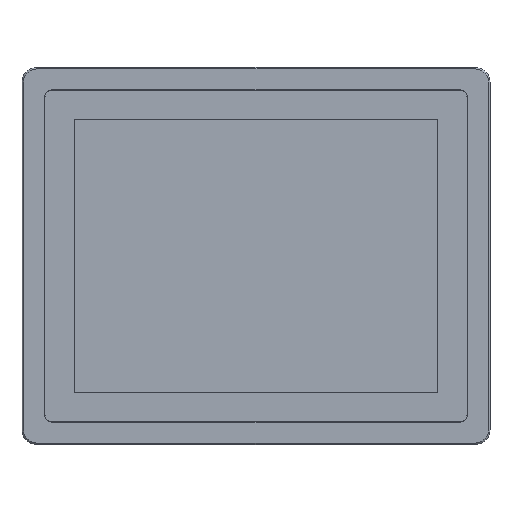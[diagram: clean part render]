
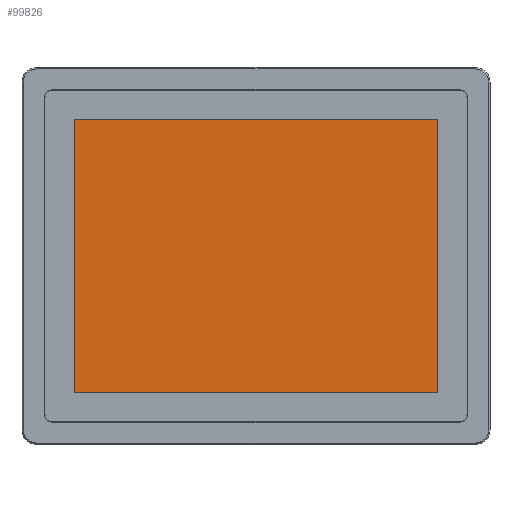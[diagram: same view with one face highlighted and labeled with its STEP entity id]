
A CAD part, top view. The second image highlights one B-rep face of the part: STEP entity #99826.
In plain terms, the highlighted planar face has unit normal (0, 0, 1).
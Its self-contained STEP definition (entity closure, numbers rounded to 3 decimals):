
#274 = DIRECTION ( 'NONE',  ( 0., -1., 0. ) ) ;
#4951 = CARTESIAN_POINT ( 'NONE',  ( 123.935, -93.2, 2.8 ) ) ;
#5281 = CARTESIAN_POINT ( 'NONE',  ( 123.935, 93.2, 2.8 ) ) ;
#6343 = CARTESIAN_POINT ( 'NONE',  ( 0., 0., 2.8 ) ) ;
#7997 = EDGE_CURVE ( 'NONE', #123319, #113412, #110322, .T. ) ;
#8237 = ORIENTED_EDGE ( 'NONE', *, *, #36160, .T. ) ;
#24985 = LINE ( 'NONE', #134300, #110278 ) ;
#36160 = EDGE_CURVE ( 'NONE', #63620, #123319, #24985, .T. ) ;
#37466 = FACE_OUTER_BOUND ( 'NONE', #99304, .T. ) ;
#49190 = ORIENTED_EDGE ( 'NONE', *, *, #127684, .T. ) ;
#58288 = VECTOR ( 'NONE', #112002, 1000. ) ;
#63620 = VERTEX_POINT ( 'NONE', #5281 ) ;
#69672 = EDGE_CURVE ( 'NONE', #113412, #86051, #108385, .T. ) ;
#78195 = CARTESIAN_POINT ( 'NONE',  ( -123.935, 93.2, 2.8 ) ) ;
#83475 = CARTESIAN_POINT ( 'NONE',  ( 123.935, -93.2, 2.8 ) ) ;
#86051 = VERTEX_POINT ( 'NONE', #83475 ) ;
#86648 = LINE ( 'NONE', #4951, #58288 ) ;
#92347 = PLANE ( 'NONE',  #113619 ) ;
#96571 = CARTESIAN_POINT ( 'NONE',  ( -123.935, 93.2, 2.8 ) ) ;
#99304 = EDGE_LOOP ( 'NONE', ( #8237, #115425, #101130, #49190 ) ) ;
#99826 = ADVANCED_FACE ( 'NONE', ( #37466 ), #92347, .T. ) ;
#101130 = ORIENTED_EDGE ( 'NONE', *, *, #69672, .T. ) ;
#102082 = DIRECTION ( 'NONE',  ( -1., 0., 0. ) ) ;
#102189 = DIRECTION ( 'NONE',  ( 0., 0., 1. ) ) ;
#103502 = CARTESIAN_POINT ( 'NONE',  ( -123.935, -93.2, 2.8 ) ) ;
#104728 = DIRECTION ( 'NONE',  ( 1., 0., 0. ) ) ;
#108385 = LINE ( 'NONE', #127149, #123376 ) ;
#110278 = VECTOR ( 'NONE', #102082, 1000. ) ;
#110322 = LINE ( 'NONE', #96571, #116983 ) ;
#112002 = DIRECTION ( 'NONE',  ( 0., 1., 0. ) ) ;
#113412 = VERTEX_POINT ( 'NONE', #103502 ) ;
#113619 = AXIS2_PLACEMENT_3D ( 'NONE', #6343, #102189, #125500 ) ;
#115425 = ORIENTED_EDGE ( 'NONE', *, *, #7997, .T. ) ;
#116983 = VECTOR ( 'NONE', #274, 1000. ) ;
#123319 = VERTEX_POINT ( 'NONE', #78195 ) ;
#123376 = VECTOR ( 'NONE', #104728, 1000. ) ;
#125500 = DIRECTION ( 'NONE',  ( 1., 0., 0. ) ) ;
#127149 = CARTESIAN_POINT ( 'NONE',  ( -123.935, -93.2, 2.8 ) ) ;
#127684 = EDGE_CURVE ( 'NONE', #86051, #63620, #86648, .T. ) ;
#134300 = CARTESIAN_POINT ( 'NONE',  ( 123.935, 93.2, 2.8 ) ) ;
